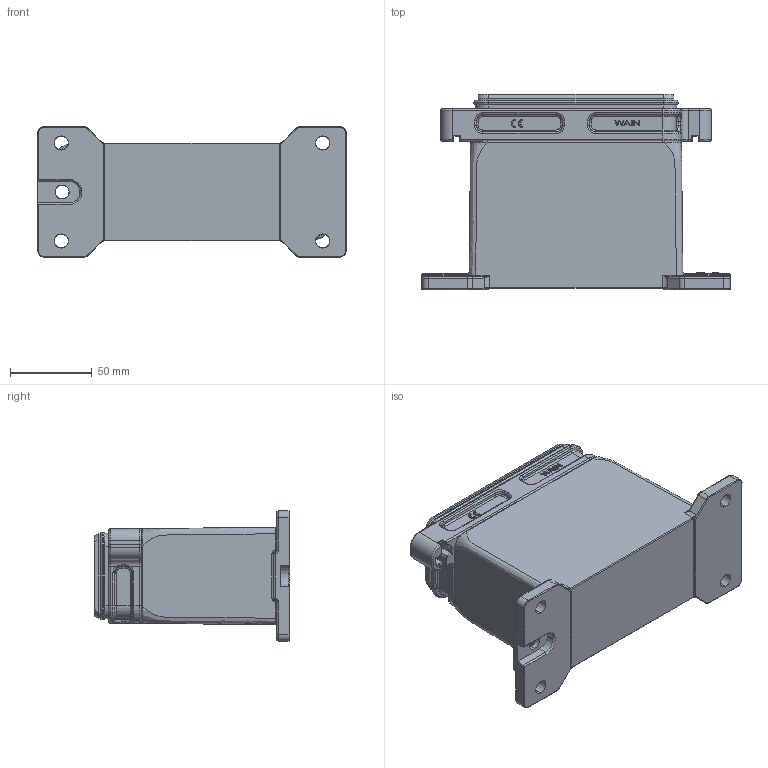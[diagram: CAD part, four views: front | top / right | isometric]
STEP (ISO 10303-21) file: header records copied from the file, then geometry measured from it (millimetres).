
FILE_DESCRIPTION(/* description */ (''),/* implementation_level */ '2;1');
FILE_NAME(/* name */ '3D_1136162405011_HP16B_H-SFH-2T-PG21_V1.1.STP',/* time_stamp */ '2024-01-24T16:40:42+08:00',/* author */ (''),/* organization */ (''),/* preprocessor_version */ 'ST-DEVELOPER v18.1',/* originating_system */ 'SIEMENS PLM Software NX 1980',/* authorisation */ '');
FILE_SCHEMA (('AP203_CONFIGURATION_CONTROLLED_3D_DESIGN_OF_MECHANICAL_PARTS_AND_ASSEMBLIES_MIM_LF { 1 0 10303 403 2 1 2}'));
Products named in the file (1): temp1
Bounding box: 188.98 x 119.9 x 79.98 mm (x, y, z)
Volume: 442316 mm3; surface area: 121338.7 mm2
Topology: 17 solids, 25 shells, 1445 faces, 3525 edges, 2121 vertices
Faces by surface type: plane 541, cylinder 444, torus 187, cone 121, bspline 89, sphere 39, extrusion 24
Entity records: 48895 total; most frequent: CARTESIAN_POINT 18054, ORIENTED_EDGE 6988, DIRECTION 5386, EDGE_CURVE 3494, VERTEX_POINT 2121, AXIS2_PLACEMENT_3D 1921, VECTOR 1544, LINE 1520
